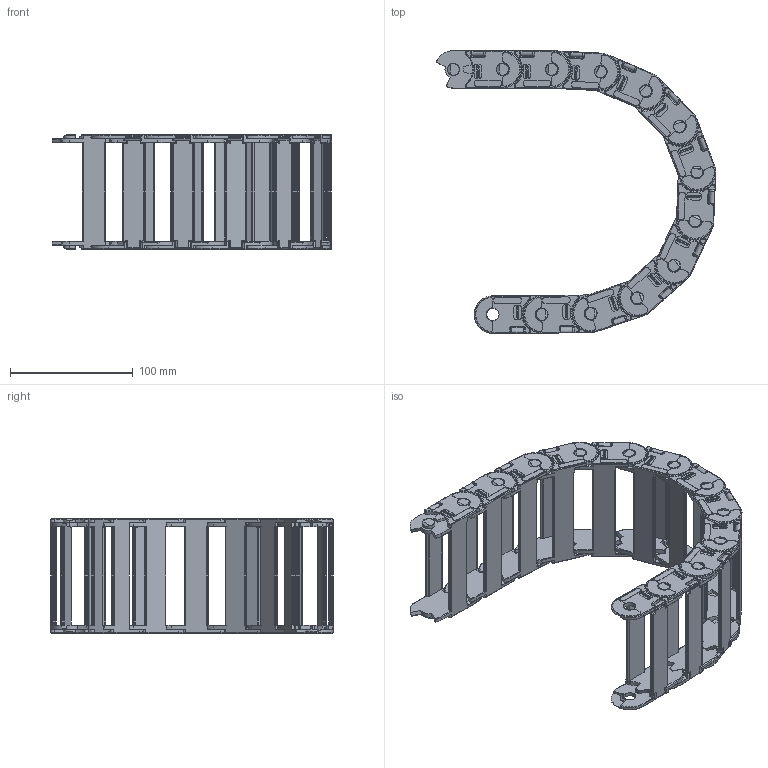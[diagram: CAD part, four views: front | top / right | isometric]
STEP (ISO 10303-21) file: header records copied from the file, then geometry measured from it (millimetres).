
FILE_DESCRIPTION (( 'STEP AP214' ), '1' );
FILE_NAME ('CK24-B080-R100.STEP', '2019-09-10T11:20:44', ( '' ), ( '' ), 'SwSTEP 2.0', 'SolidWorks 2017', '' );
FILE_SCHEMA (( 'AUTOMOTIVE_DESIGN' ));
Length unit declared in the file: millimetre
Products named in the file (2): CK24-B080-R100; CK24 B 48
Assembly tree (12 placements, depth 2):
  CK24-B080-R100
    CK24 B 48  x12
Bounding box: 227.99 x 230.5 x 93.5 mm (x, y, z)
Volume: 269864.3 mm3; surface area: 196832.3 mm2
Topology: 24 solids, 24 shells, 6312 faces, 16896 edges, 10944 vertices
Faces by surface type: plane 2928, cylinder 2748, torus 444, bspline 84, sphere 60, cone 48
Entity records: 18793 total; most frequent: CARTESIAN_POINT 5899, ORIENTED_EDGE 2814, DIRECTION 2452, EDGE_CURVE 1407, VERTEX_POINT 912, LINE 828, VECTOR 828, AXIS2_PLACEMENT_3D 812
